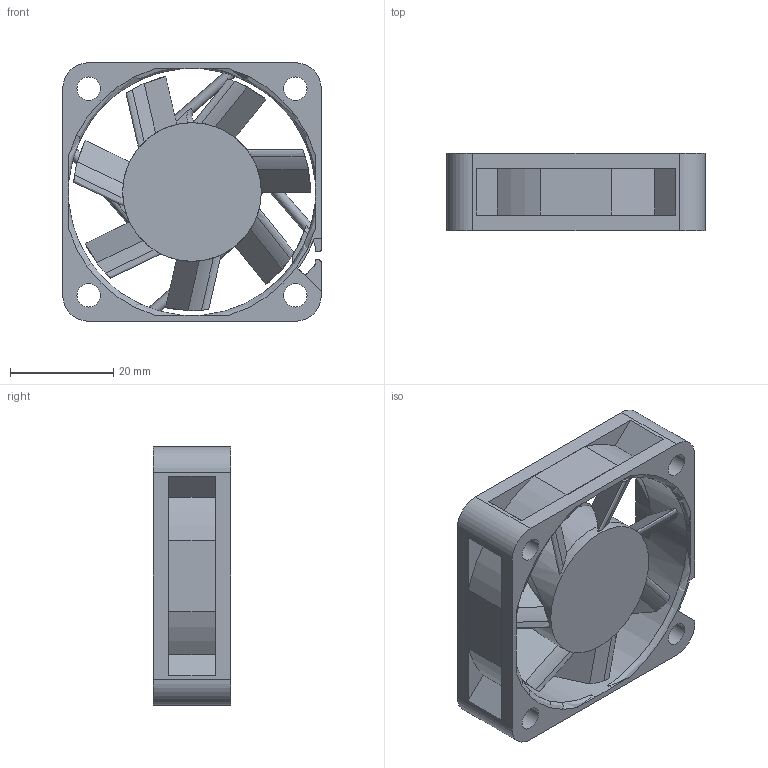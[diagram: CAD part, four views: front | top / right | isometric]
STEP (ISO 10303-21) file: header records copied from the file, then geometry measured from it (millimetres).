
FILE_DESCRIPTION((''),'2;1');
FILE_NAME('PRT0001','2016-10-25T',('DURANT.QIAN'),(''),'PRO/ENGINEER BY PARAMETRIC TECHNOLOGY CORPORATION, 2012480','PRO/ENGINEER BY PARAMETRIC TECHNOLOGY CORPORATION, 2012480','');
FILE_SCHEMA(('CONFIG_CONTROL_DESIGN'));
Length unit declared in the file: millimetre
Products named in the file (1): PRT0001
Bounding box: 50 x 15 x 50 mm (x, y, z)
Volume: 15378.6 mm3; surface area: 13018.4 mm2
Topology: 1 solids, 1 shells, 207 faces, 640 edges, 438 vertices
Faces by surface type: plane 110, cylinder 61, extrusion 14, torus 10, cone 8, bspline 4
Entity records: 8290 total; most frequent: CARTESIAN_POINT 2647, ORIENTED_EDGE 1278, DIRECTION 1050, EDGE_CURVE 639, VERTEX_POINT 437, AXIS2_PLACEMENT_3D 376, VECTOR 298, LINE 284
